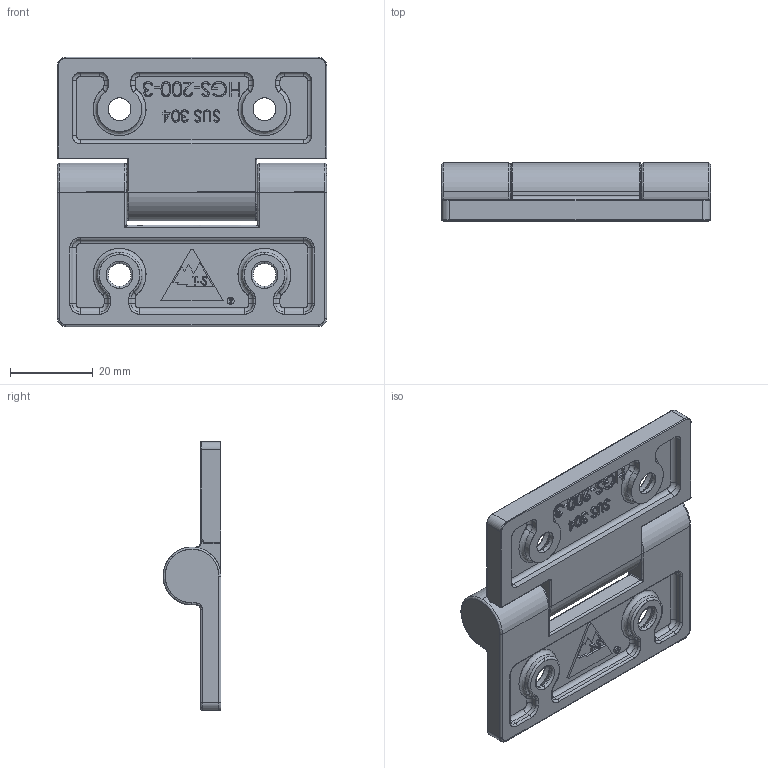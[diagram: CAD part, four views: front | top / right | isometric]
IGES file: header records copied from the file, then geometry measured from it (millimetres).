
Start section: SolidWorks IGES file using analytic representation for surfaces
Global section: file name: OH-8064-3_3D.IGS; native system: SolidWorks 2020; preprocessor: SolidWorks 2020; author: user; date: 250109.103751; units: millimetre
Bounding box: 65 x 14 x 65 mm (x, y, z)
Surface area: 14584.8 mm2 (no closed solid volume)
Topology: 0 solids, 0 shells, 601 faces, 6697 edges, 6684 vertices
Faces by surface type: bspline 436, revolution 165
